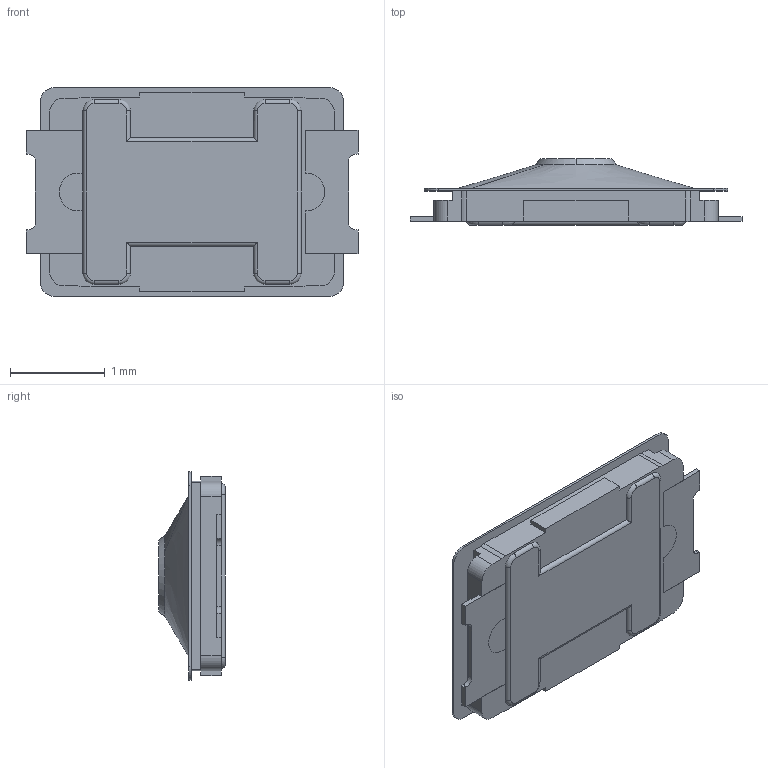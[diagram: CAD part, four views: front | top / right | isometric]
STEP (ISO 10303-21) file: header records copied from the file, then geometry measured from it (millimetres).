
FILE_DESCRIPTION (( 'STEP AP214' ), '1' );
FILE_NAME ('EVP-AWCD4A.STEP', '2022-05-11T03:07:12', ( '' ), ( '' ), 'SwSTEP 2.0', 'SolidWorks 2017', '' );
FILE_SCHEMA (( 'AUTOMOTIVE_DESIGN' ));
Length unit declared in the file: millimetre
Products named in the file (1): EVP-AWCD4A
Bounding box: 3.5 x 0.7 x 2.2 mm (x, y, z)
Volume: 2.8 mm3; surface area: 33 mm2
Topology: 4 solids, 4 shells, 110 faces, 306 edges, 206 vertices
Faces by surface type: plane 62, cylinder 36, torus 8, cone 2, bspline 2
Entity records: 3767 total; most frequent: CARTESIAN_POINT 803, ORIENTED_EDGE 612, DIRECTION 608, EDGE_CURVE 306, VECTOR 210, LINE 210, VERTEX_POINT 206, AXIS2_PLACEMENT_3D 199
